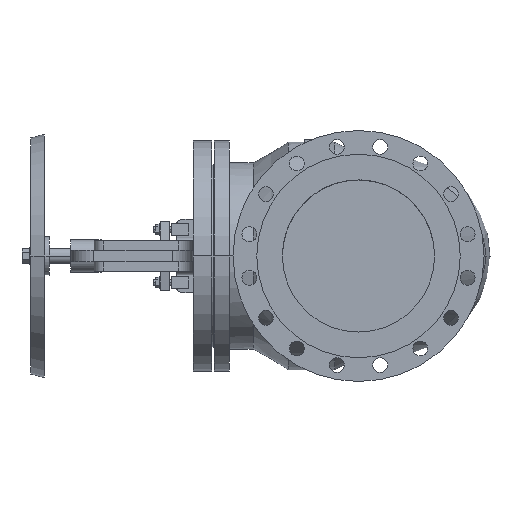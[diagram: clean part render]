
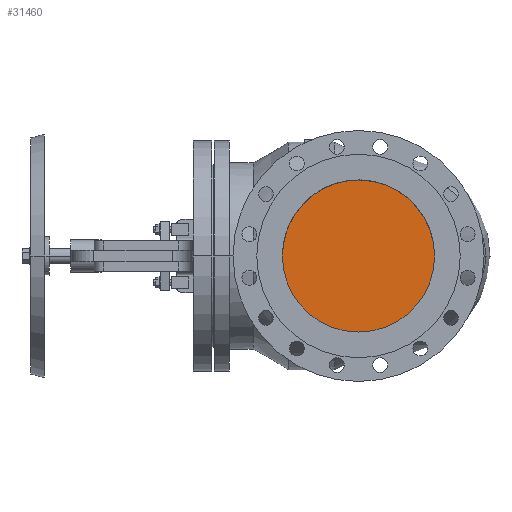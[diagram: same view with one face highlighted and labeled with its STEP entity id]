
A CAD part, left-side view. The second image highlights one B-rep face of the part: STEP entity #31460.
In plain terms, the highlighted planar face has unit normal (-1, 0, 0).
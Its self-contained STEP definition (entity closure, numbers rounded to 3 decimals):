
#20130=CARTESIAN_POINT('',(1.,200.,0.));
#20140=VERTEX_POINT('',#20130);
#20340=CARTESIAN_POINT('',(1.,-200.,0.));
#20350=VERTEX_POINT('',#20340);
#20380=CARTESIAN_POINT('',(1.,0.,0.));
#20390=DIRECTION('',(-1.,0.,0.));
#20400=DIRECTION('',(0.,1.,0.));
#20410=AXIS2_PLACEMENT_3D('',#20380,#20390,#20400);
#20420=CIRCLE('',#20410,200.);
#20430=EDGE_CURVE('',#20350,#20140,#20420,.T.);
#31360=CARTESIAN_POINT('',(1.,100.,0.));
#31370=DIRECTION('',(1.,0.,0.));
#31380=DIRECTION('',(0.,-1.,0.));
#31390=AXIS2_PLACEMENT_3D('',#31360,#31370,#31380);
#31400=PLANE('',#31390);
#31410=EDGE_CURVE('',#20140,#20350,#20420,.T.);
#31420=ORIENTED_EDGE('',*,*,#31410,.T.);
#31430=ORIENTED_EDGE('',*,*,#20430,.T.);
#31440=EDGE_LOOP('',(#31430,#31420));
#31450=FACE_OUTER_BOUND('',#31440,.T.);
#31460=ADVANCED_FACE('',(#31450),#31400,.F.);
